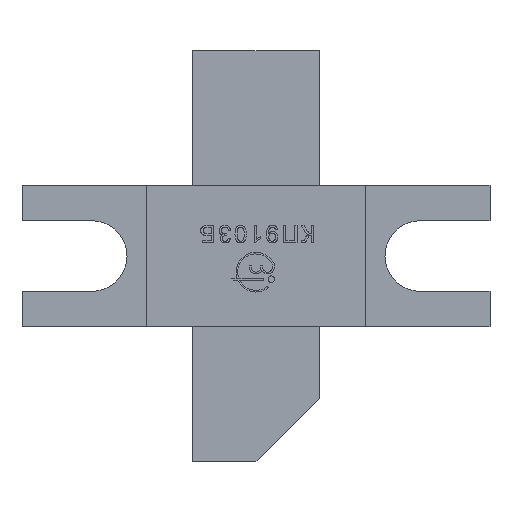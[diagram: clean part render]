
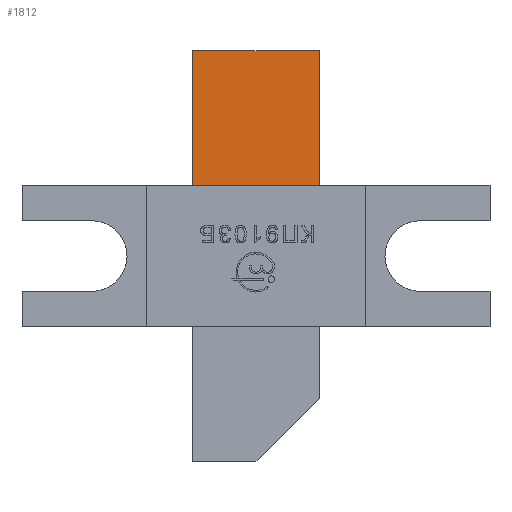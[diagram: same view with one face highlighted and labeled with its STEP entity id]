
A CAD part, top view. The second image highlights one B-rep face of the part: STEP entity #1812.
In plain terms, the highlighted planar face has unit normal (0, 0, 1).
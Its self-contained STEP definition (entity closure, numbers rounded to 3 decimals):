
#1812=ADVANCED_FACE('',(#3348),#3350,.T.);
#3348=FACE_BOUND('',#3349,.T.);
#3349=EDGE_LOOP('',(#4939,#4940,#4941,#4942));
#3350=PLANE('',#3351);
#3351=AXIS2_PLACEMENT_3D('',#3352,#3353,#3354);
#3352=CARTESIAN_POINT('',(-2.775,-9.,2.5));
#3353=DIRECTION('',(0.,0.,1.));
#3354=DIRECTION('',(1.,0.,0.));
#4939=ORIENTED_EDGE('',*,*,#5606,.T.);
#4940=ORIENTED_EDGE('',*,*,#5634,.T.);
#4941=ORIENTED_EDGE('',*,*,#5635,.F.);
#4942=ORIENTED_EDGE('',*,*,#5623,.F.);
#5606=EDGE_CURVE('',#6565,#6574,#6576,.T.);
#5623=EDGE_CURVE('',#6565,#6602,#6603,.T.);
#5634=EDGE_CURVE('',#6574,#6619,#6621,.T.);
#5635=EDGE_CURVE('',#6602,#6619,#6622,.T.);
#6565=VERTEX_POINT('',#8655);
#6574=VERTEX_POINT('',#8674);
#6576=LINE('',#8678,#8679);
#6602=VERTEX_POINT('',#8738);
#6603=LINE('',#8739,#8740);
#6619=VERTEX_POINT('',#8775);
#6621=LINE('',#8779,#8780);
#6622=LINE('',#8782,#8783);
#8655=CARTESIAN_POINT('',(-2.775,3.1,2.5));
#8674=CARTESIAN_POINT('',(2.775,3.1,2.5));
#8678=CARTESIAN_POINT('',(-2.775,3.1,2.5));
#8679=VECTOR('',#8680,1.);
#8680=DIRECTION('',(1.,0.,0.));
#8738=CARTESIAN_POINT('',(-2.775,9.,2.5));
#8739=CARTESIAN_POINT('',(-2.775,3.1,2.5));
#8740=VECTOR('',#8741,1.);
#8741=DIRECTION('',(0.,1.,0.));
#8775=CARTESIAN_POINT('',(2.775,9.,2.5));
#8779=CARTESIAN_POINT('',(2.775,3.1,2.5));
#8780=VECTOR('',#8781,1.);
#8781=DIRECTION('',(0.,1.,0.));
#8782=CARTESIAN_POINT('',(-2.775,9.,2.5));
#8783=VECTOR('',#8784,1.);
#8784=DIRECTION('',(1.,0.,0.));
